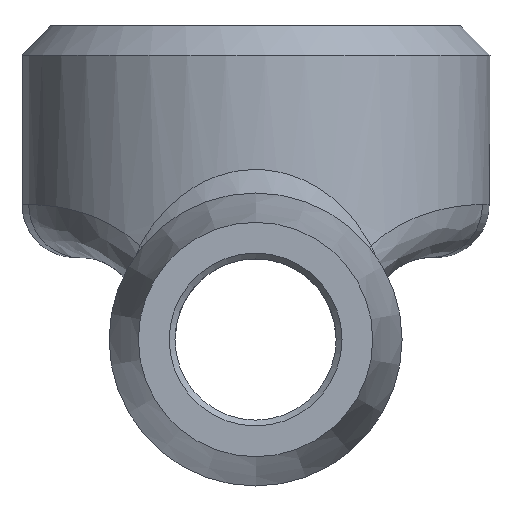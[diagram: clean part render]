
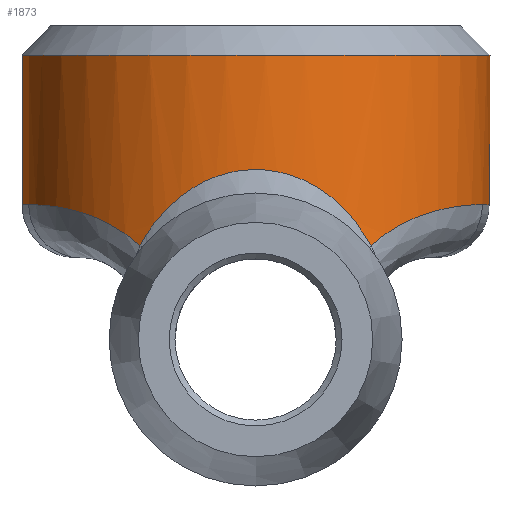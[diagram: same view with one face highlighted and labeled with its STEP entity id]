
A CAD part, front view. The second image highlights one B-rep face of the part: STEP entity #1873.
In plain terms, the highlighted cylindrical face has radius 8 mm (diameter 16 mm), a full revolution.
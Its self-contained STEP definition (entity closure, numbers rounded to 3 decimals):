
#247=CARTESIAN_POINT('',(3.946,-6.959,9.505));
#248=VERTEX_POINT('',#247);
#256=CARTESIAN_POINT('',(-3.946,-6.959,9.505));
#257=VERTEX_POINT('',#256);
#258=CARTESIAN_POINT('',(3.946,-6.959,9.505));
#259=CARTESIAN_POINT('',(3.646,-7.129,10.059));
#260=CARTESIAN_POINT('',(3.045,-7.428,10.84));
#261=CARTESIAN_POINT('',(1.905,-7.796,11.674));
#262=CARTESIAN_POINT('',(0.704,-8.008,12.119));
#263=CARTESIAN_POINT('',(-1.161,-8.012,12.12));
#264=CARTESIAN_POINT('',(-2.841,-7.542,11.158));
#265=CARTESIAN_POINT('',(-3.706,-7.095,9.949));
#266=CARTESIAN_POINT('',(-3.946,-6.959,9.505));
#267=B_SPLINE_CURVE_WITH_KNOTS('',3,(#258,#259,#260,#261,#262,#263,#264,#265,#266),.UNSPECIFIED.,.F.,.U.,(4,1,1,1,1,1,4),(-1.17,-0.961,-0.836,-0.669,-0.502,-0.167,0.0),.UNSPECIFIED.);
#268=EDGE_CURVE('',#248,#257,#267,.T.);
#700=CARTESIAN_POINT('',(-3.946,6.959,9.505));
#701=VERTEX_POINT('',#700);
#709=CARTESIAN_POINT('',(3.946,6.959,9.505));
#710=VERTEX_POINT('',#709);
#711=CARTESIAN_POINT('',(-3.946,6.959,9.505));
#712=CARTESIAN_POINT('',(-3.466,7.231,10.392));
#713=CARTESIAN_POINT('',(-2.453,7.7,11.472));
#714=CARTESIAN_POINT('',(-0.702,8.008,12.119));
#715=CARTESIAN_POINT('',(0.69,8.01,12.121));
#716=CARTESIAN_POINT('',(2.447,7.702,11.477));
#717=CARTESIAN_POINT('',(3.466,7.231,10.392));
#718=CARTESIAN_POINT('',(3.946,6.959,9.505));
#719=B_SPLINE_CURVE_WITH_KNOTS('',3,(#711,#712,#713,#714,#715,#716,#717,#718),.UNSPECIFIED.,.F.,.U.,(4,1,1,1,1,4),(-1.17,-0.836,-0.669,-0.502,-0.334,0.0),.UNSPECIFIED.);
#720=EDGE_CURVE('',#701,#710,#719,.T.);
#1081=CARTESIAN_POINT('',(7.742,-2.016,10.9));
#1082=VERTEX_POINT('',#1081);
#1090=CARTESIAN_POINT('',(7.742,-2.016,10.9));
#1091=CARTESIAN_POINT('',(7.447,-3.148,10.9));
#1092=CARTESIAN_POINT('',(6.521,-4.946,10.89));
#1093=CARTESIAN_POINT('',(4.863,-6.406,10.256));
#1094=CARTESIAN_POINT('',(4.143,-6.85,9.688));
#1095=CARTESIAN_POINT('',(3.948,-6.959,9.503));
#1096=B_SPLINE_CURVE_WITH_KNOTS('',3,(#1090,#1091,#1092,#1093,#1094,#1095),.UNSPECIFIED.,.F.,.U.,(4,1,1,4),(0.0,0.272,0.454,0.529),.UNSPECIFIED.);
#1097=EDGE_CURVE('',#1082,#248,#1096,.T.);
#1109=CARTESIAN_POINT('',(7.742,2.016,10.9));
#1110=VERTEX_POINT('',#1109);
#1118=CARTESIAN_POINT('',(0.0,0.0,10.9));
#1119=DIRECTION('',(0.0,0.0,-1.0));
#1120=DIRECTION('',(1.0,0.0,0.0));
#1121=AXIS2_PLACEMENT_3D('',#1118,#1119,#1120);
#1122=CIRCLE('',#1121,8.0);
#1123=EDGE_CURVE('',#1110,#1082,#1122,.T.);
#1173=CARTESIAN_POINT('',(3.948,6.958,9.503));
#1174=CARTESIAN_POINT('',(4.14,6.848,9.686));
#1175=CARTESIAN_POINT('',(4.604,6.562,10.051));
#1176=CARTESIAN_POINT('',(5.661,5.736,10.599));
#1177=CARTESIAN_POINT('',(6.928,4.234,10.889));
#1178=CARTESIAN_POINT('',(7.546,2.77,10.9));
#1179=CARTESIAN_POINT('',(7.742,2.016,10.9));
#1180=B_SPLINE_CURVE_WITH_KNOTS('',3,(#1173,#1174,#1175,#1176,#1177,#1178,#1179),.UNSPECIFIED.,.F.,.U.,(4,1,1,1,4),(0.106,0.181,0.272,0.453,0.634),.UNSPECIFIED.);
#1181=EDGE_CURVE('',#710,#1110,#1180,.T.);
#1334=CARTESIAN_POINT('',(-7.742,2.016,10.9));
#1335=VERTEX_POINT('',#1334);
#1343=CARTESIAN_POINT('',(-7.742,2.016,10.9));
#1344=CARTESIAN_POINT('',(-7.447,3.148,10.9));
#1345=CARTESIAN_POINT('',(-6.521,4.946,10.89));
#1346=CARTESIAN_POINT('',(-4.863,6.406,10.256));
#1347=CARTESIAN_POINT('',(-4.143,6.85,9.688));
#1348=CARTESIAN_POINT('',(-3.948,6.959,9.503));
#1349=B_SPLINE_CURVE_WITH_KNOTS('',3,(#1343,#1344,#1345,#1346,#1347,#1348),.UNSPECIFIED.,.F.,.U.,(4,1,1,4),(0.0,0.272,0.454,0.529),.UNSPECIFIED.);
#1350=EDGE_CURVE('',#1335,#701,#1349,.T.);
#1362=CARTESIAN_POINT('',(-7.742,-2.016,10.9));
#1363=VERTEX_POINT('',#1362);
#1371=CARTESIAN_POINT('',(0.0,0.0,10.9));
#1372=DIRECTION('',(0.0,0.0,-1.0));
#1373=DIRECTION('',(-1.0,0.0,0.0));
#1374=AXIS2_PLACEMENT_3D('',#1371,#1372,#1373);
#1375=CIRCLE('',#1374,8.0);
#1376=EDGE_CURVE('',#1363,#1335,#1375,.T.);
#1426=CARTESIAN_POINT('',(-3.945,-6.96,9.506));
#1427=CARTESIAN_POINT('',(-4.373,-6.716,9.91));
#1428=CARTESIAN_POINT('',(-5.448,-5.989,10.556));
#1429=CARTESIAN_POINT('',(-6.929,-4.231,10.887));
#1430=CARTESIAN_POINT('',(-7.546,-2.77,10.9));
#1431=CARTESIAN_POINT('',(-7.742,-2.016,10.9));
#1432=B_SPLINE_CURVE_WITH_KNOTS('',3,(#1426,#1427,#1428,#1429,#1430,#1431),.UNSPECIFIED.,.F.,.U.,(4,1,1,4),(0.106,0.272,0.453,0.634),.UNSPECIFIED.);
#1433=EDGE_CURVE('',#257,#1363,#1432,.T.);
#1847=CARTESIAN_POINT('',(0.0,0.0,0.0));
#1848=DIRECTION('',(0.0,0.0,1.0));
#1849=DIRECTION('',(-1.0,0.0,0.0));
#1850=AXIS2_PLACEMENT_3D('',#1847,#1848,#1849);
#1851=CYLINDRICAL_SURFACE('',#1850,8.0);
#1852=ORIENTED_EDGE('',*,*,#268,.F.);
#1853=ORIENTED_EDGE('',*,*,#1097,.F.);
#1854=ORIENTED_EDGE('',*,*,#1123,.F.);
#1855=ORIENTED_EDGE('',*,*,#1181,.F.);
#1856=ORIENTED_EDGE('',*,*,#720,.F.);
#1857=ORIENTED_EDGE('',*,*,#1350,.F.);
#1858=ORIENTED_EDGE('',*,*,#1376,.F.);
#1859=ORIENTED_EDGE('',*,*,#1433,.F.);
#1860=EDGE_LOOP('',(#1852,#1853,#1854,#1855,#1856,#1857,#1858,#1859));
#1861=FACE_OUTER_BOUND('',#1860,.T.);
#1862=CARTESIAN_POINT('',(8.0,0.,16.0));
#1863=VERTEX_POINT('',#1862);
#1864=CARTESIAN_POINT('',(0.0,0.0,16.0));
#1865=DIRECTION('',(0.0,0.0,1.0));
#1866=DIRECTION('',(-1.0,0.0,0.0));
#1867=AXIS2_PLACEMENT_3D('',#1864,#1865,#1866);
#1868=CIRCLE('',#1867,8.0);
#1869=EDGE_CURVE('',#1863,#1863,#1868,.T.);
#1870=ORIENTED_EDGE('',*,*,#1869,.F.);
#1871=EDGE_LOOP('',(#1870));
#1872=FACE_BOUND('',#1871,.T.);
#1873=ADVANCED_FACE('',(#1861,#1872),#1851,.T.);
